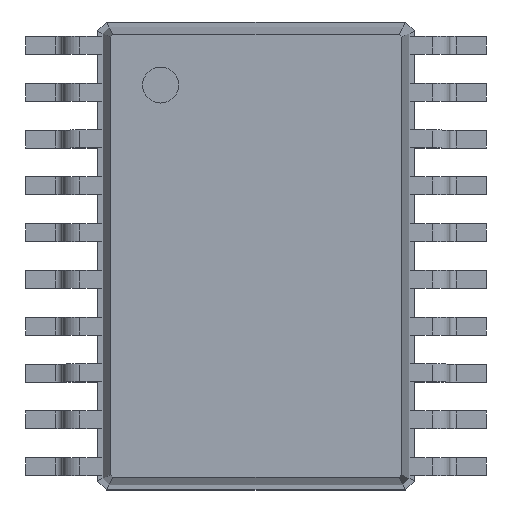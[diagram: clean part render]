
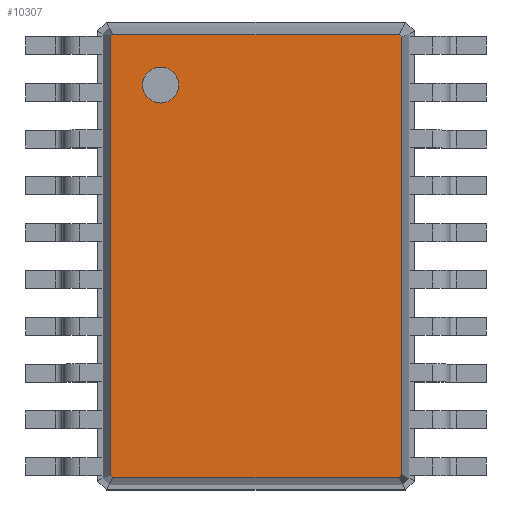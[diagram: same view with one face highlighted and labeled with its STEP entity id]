
A CAD part, top view. The second image highlights one B-rep face of the part: STEP entity #10307.
In plain terms, the highlighted planar face has unit normal (0, 0, 1).
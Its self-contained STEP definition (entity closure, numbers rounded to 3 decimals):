
#6989 = VERTEX_POINT('',#6990);
#6990 = CARTESIAN_POINT('',(1.987,3.074,1.2));
#6995 = EDGE_CURVE('',#6996,#6989,#6998,.T.);
#6996 = VERTEX_POINT('',#6997);
#6997 = CARTESIAN_POINT('',(-1.987,3.074,1.2));
#6998 = LINE('',#6999,#7000);
#6999 = CARTESIAN_POINT('',(-1.987,3.074,1.2));
#7000 = VECTOR('',#7001,1.);
#7001 = DIRECTION('',(1.,0.,0.));
#7018 = EDGE_CURVE('',#7019,#6996,#7021,.T.);
#7019 = VERTEX_POINT('',#7020);
#7020 = CARTESIAN_POINT('',(-2.024,3.037,1.2));
#7021 = LINE('',#7022,#7023);
#7022 = CARTESIAN_POINT('',(-2.024,3.037,1.2));
#7023 = VECTOR('',#7024,1.);
#7024 = DIRECTION('',(0.707,0.707,0.));
#7041 = VERTEX_POINT('',#7042);
#7042 = CARTESIAN_POINT('',(2.024,3.037,1.2));
#7047 = EDGE_CURVE('',#6989,#7041,#7048,.T.);
#7048 = LINE('',#7049,#7050);
#7049 = CARTESIAN_POINT('',(1.987,3.074,1.2));
#7050 = VECTOR('',#7051,1.);
#7051 = DIRECTION('',(0.707,-0.707,0.));
#7134 = EDGE_CURVE('',#7135,#7019,#7137,.T.);
#7135 = VERTEX_POINT('',#7136);
#7136 = CARTESIAN_POINT('',(-2.024,-3.037,1.2));
#7137 = LINE('',#7138,#7139);
#7138 = CARTESIAN_POINT('',(-2.024,-3.037,1.2));
#7139 = VECTOR('',#7140,1.);
#7140 = DIRECTION('',(0.,1.,0.));
#8727 = VERTEX_POINT('',#8728);
#8728 = CARTESIAN_POINT('',(2.024,-3.037,1.2));
#8733 = EDGE_CURVE('',#7041,#8727,#8734,.T.);
#8734 = LINE('',#8735,#8736);
#8735 = CARTESIAN_POINT('',(2.024,3.037,1.2));
#8736 = VECTOR('',#8737,1.);
#8737 = DIRECTION('',(0.,-1.,0.));
#10250 = EDGE_CURVE('',#10251,#7135,#10253,.T.);
#10251 = VERTEX_POINT('',#10252);
#10252 = CARTESIAN_POINT('',(-1.987,-3.074,1.2));
#10253 = LINE('',#10254,#10255);
#10254 = CARTESIAN_POINT('',(-1.987,-3.074,1.2));
#10255 = VECTOR('',#10256,1.);
#10256 = DIRECTION('',(-0.707,0.707,0.));
#10273 = VERTEX_POINT('',#10274);
#10274 = CARTESIAN_POINT('',(1.987,-3.074,1.2));
#10279 = EDGE_CURVE('',#8727,#10273,#10280,.T.);
#10280 = LINE('',#10281,#10282);
#10281 = CARTESIAN_POINT('',(2.024,-3.037,1.2));
#10282 = VECTOR('',#10283,1.);
#10283 = DIRECTION('',(-0.707,-0.707,0.));
#10296 = EDGE_CURVE('',#10273,#10251,#10297,.T.);
#10297 = LINE('',#10298,#10299);
#10298 = CARTESIAN_POINT('',(1.987,-3.074,1.2));
#10299 = VECTOR('',#10300,1.);
#10300 = DIRECTION('',(-1.,0.,0.));
#10307 = ADVANCED_FACE('',(#10308,#10318),#10329,.T.);
#10308 = FACE_BOUND('',#10309,.T.);
#10309 = EDGE_LOOP('',(#10310,#10311,#10312,#10313,#10314,#10315,#10316,
#10317));
#10310 = ORIENTED_EDGE('',*,*,#6995,.F.);
#10311 = ORIENTED_EDGE('',*,*,#7018,.F.);
#10312 = ORIENTED_EDGE('',*,*,#7134,.F.);
#10313 = ORIENTED_EDGE('',*,*,#10250,.F.);
#10314 = ORIENTED_EDGE('',*,*,#10296,.F.);
#10315 = ORIENTED_EDGE('',*,*,#10279,.F.);
#10316 = ORIENTED_EDGE('',*,*,#8733,.F.);
#10317 = ORIENTED_EDGE('',*,*,#7047,.F.);
#10318 = FACE_BOUND('',#10319,.T.);
#10319 = EDGE_LOOP('',(#10320));
#10320 = ORIENTED_EDGE('',*,*,#10321,.F.);
#10321 = EDGE_CURVE('',#10322,#10322,#10324,.T.);
#10322 = VERTEX_POINT('',#10323);
#10323 = CARTESIAN_POINT('',(-1.324,2.124,1.2));
#10324 = CIRCLE('',#10325,0.25);
#10325 = AXIS2_PLACEMENT_3D('',#10326,#10327,#10328);
#10326 = CARTESIAN_POINT('',(-1.324,2.374,1.2));
#10327 = DIRECTION('',(0.,0.,1.));
#10328 = DIRECTION('',(0.,-1.,0.));
#10329 = PLANE('',#10330);
#10330 = AXIS2_PLACEMENT_3D('',#10331,#10332,#10333);
#10331 = CARTESIAN_POINT('',(-1.987,3.074,1.2));
#10332 = DIRECTION('',(0.,0.,1.));
#10333 = DIRECTION('',(0.543,-0.84,0.));
